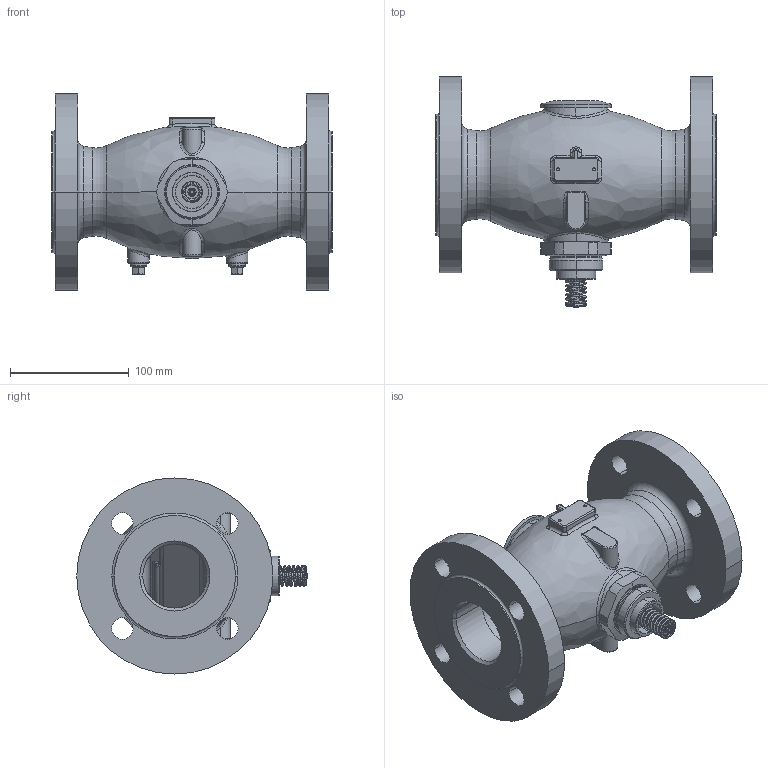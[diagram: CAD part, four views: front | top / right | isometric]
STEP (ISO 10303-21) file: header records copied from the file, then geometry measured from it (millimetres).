
FILE_DESCRIPTION((''),'2;1');
FILE_NAME('065B0799','2010-01-04T',('u243613'),('Danfoss Trata d.o.o.'),'PRO/ENGINEER BY PARAMETRIC TECHNOLOGY CORPORATION, 2009230','PRO/ENGINEER BY PARAMETRIC TECHNOLOGY CORPORATION, 2009230','');
FILE_SCHEMA(('CONFIG_CONTROL_DESIGN'));
Length unit declared in the file: millimetre
Products named in the file (1): 065B0799
Bounding box: 236 x 193.8 x 165 mm (x, y, z)
Volume: 1442197.1 mm3; surface area: 256856.3 mm2
Topology: 1 solids, 1 shells, 593 faces, 1328 edges, 784 vertices
Faces by surface type: cylinder 188, plane 137, bspline 111, torus 86, cone 68, sphere 3
Entity records: 40903 total; most frequent: CARTESIAN_POINT 28134, DIRECTION 2690, ORIENTED_EDGE 2652, EDGE_CURVE 1326, AXIS2_PLACEMENT_3D 1170, VERTEX_POINT 784, CIRCLE 688, EDGE_LOOP 670
